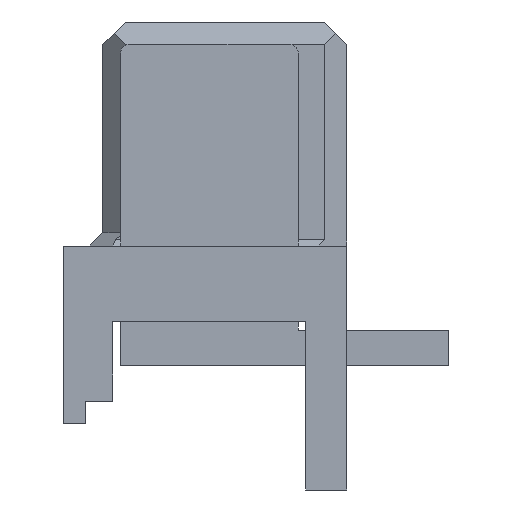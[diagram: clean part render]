
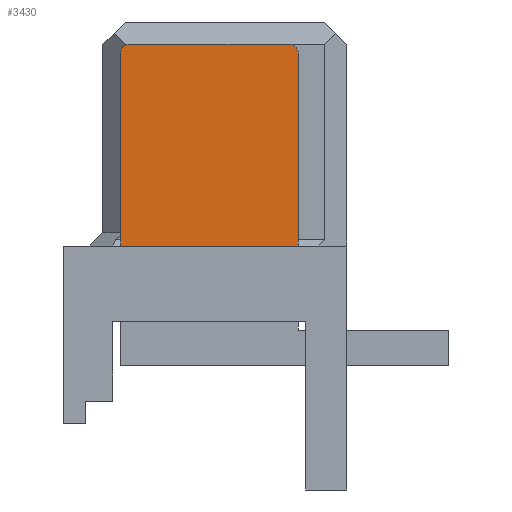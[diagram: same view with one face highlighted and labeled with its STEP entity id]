
A CAD part, left-side view. The second image highlights one B-rep face of the part: STEP entity #3430.
In plain terms, the highlighted planar face has unit normal (-1, 0, 0).
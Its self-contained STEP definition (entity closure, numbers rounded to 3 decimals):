
#34=CIRCLE('',#3630,0.2);
#35=CIRCLE('',#3631,0.2);
#150=FACE_OUTER_BOUND('',#363,.T.);
#363=EDGE_LOOP('',(#2617,#2618,#2619,#2620,#2621,#2622));
#561=LINE('',#4812,#1014);
#749=LINE('',#5199,#1202);
#750=LINE('',#5203,#1203);
#751=LINE('',#5206,#1204);
#1014=VECTOR('',#3869,4.);
#1202=VECTOR('',#4167,4.35);
#1203=VECTOR('',#4170,3.6);
#1204=VECTOR('',#4173,4.35);
#1461=VERTEX_POINT('',#4810);
#1462=VERTEX_POINT('',#4811);
#1606=VERTEX_POINT('',#5198);
#1607=VERTEX_POINT('',#5200);
#1608=VERTEX_POINT('',#5202);
#1609=VERTEX_POINT('',#5204);
#1789=EDGE_CURVE('',#1461,#1462,#561,.T.);
#1981=EDGE_CURVE('',#1606,#1461,#749,.T.);
#1982=EDGE_CURVE('',#1607,#1606,#34,.T.);
#1983=EDGE_CURVE('',#1608,#1607,#750,.T.);
#1984=EDGE_CURVE('',#1609,#1608,#35,.T.);
#1985=EDGE_CURVE('',#1462,#1609,#751,.T.);
#2617=ORIENTED_EDGE('',*,*,#1789,.F.);
#2618=ORIENTED_EDGE('',*,*,#1981,.F.);
#2619=ORIENTED_EDGE('',*,*,#1982,.F.);
#2620=ORIENTED_EDGE('',*,*,#1983,.F.);
#2621=ORIENTED_EDGE('',*,*,#1984,.F.);
#2622=ORIENTED_EDGE('',*,*,#1985,.F.);
#3225=PLANE('',#3629);
#3430=ADVANCED_FACE('',(#150),#3225,.F.);
#3629=AXIS2_PLACEMENT_3D('',#5197,#4165,#4166);
#3630=AXIS2_PLACEMENT_3D('',#5201,#4168,#4169);
#3631=AXIS2_PLACEMENT_3D('',#5205,#4171,#4172);
#3869=DIRECTION('',(0.,1.,0.));
#4165=DIRECTION('center_axis',(1.,0.,0.));
#4166=DIRECTION('ref_axis',(0.,0.,-1.));
#4167=DIRECTION('',(0.,0.,-1.));
#4168=DIRECTION('center_axis',(1.,0.,0.));
#4169=DIRECTION('ref_axis',(0.,0.,1.));
#4170=DIRECTION('',(0.,-1.,0.));
#4171=DIRECTION('center_axis',(1.,0.,0.));
#4172=DIRECTION('ref_axis',(0.,1.,0.));
#4173=DIRECTION('',(0.,0.,1.));
#4810=CARTESIAN_POINT('',(-10.35,-2.,0.));
#4811=CARTESIAN_POINT('',(-10.35,2.,0.));
#4812=CARTESIAN_POINT('',(-10.35,-2.,0.));
#5197=CARTESIAN_POINT('Origin',(-10.35,0.,0.));
#5198=CARTESIAN_POINT('',(-10.35,-2.,4.35));
#5199=CARTESIAN_POINT('',(-10.35,-2.,4.35));
#5200=CARTESIAN_POINT('',(-10.35,-1.8,4.55));
#5201=CARTESIAN_POINT('Origin',(-10.35,-1.8,4.35));
#5202=CARTESIAN_POINT('',(-10.35,1.8,4.55));
#5203=CARTESIAN_POINT('',(-10.35,1.8,4.55));
#5204=CARTESIAN_POINT('',(-10.35,2.,4.35));
#5205=CARTESIAN_POINT('Origin',(-10.35,1.8,4.35));
#5206=CARTESIAN_POINT('',(-10.35,2.,0.));
